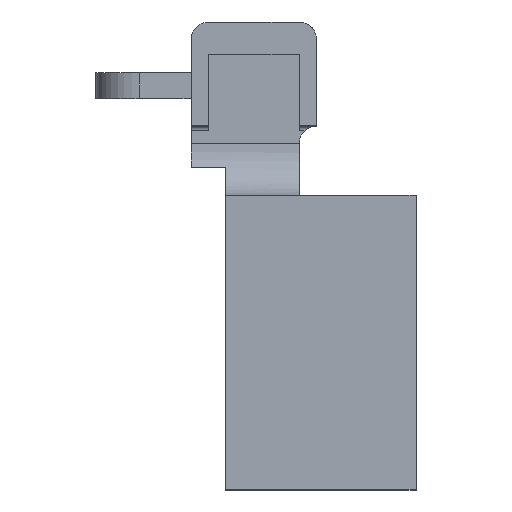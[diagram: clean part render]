
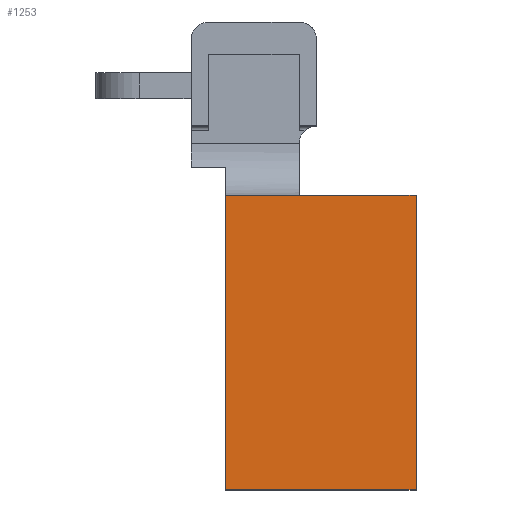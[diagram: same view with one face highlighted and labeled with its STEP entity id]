
A CAD part, top view. The second image highlights one B-rep face of the part: STEP entity #1253.
In plain terms, the highlighted planar face has unit normal (0, 0, 1).
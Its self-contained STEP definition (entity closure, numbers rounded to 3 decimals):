
#81=PLANE('',#1383);
#145=FACE_OUTER_BOUND('',#224,.T.);
#224=EDGE_LOOP('',(#1125,#1126,#1127,#1128));
#288=LINE('',#1903,#417);
#312=LINE('',#1976,#441);
#346=LINE('',#2074,#475);
#354=LINE('',#2089,#483);
#417=VECTOR('',#1523,10.);
#441=VECTOR('',#1595,10.);
#475=VECTOR('',#1677,10.);
#483=VECTOR('',#1693,10.);
#587=VERTEX_POINT('',#1900);
#588=VERTEX_POINT('',#1902);
#613=VERTEX_POINT('',#1975);
#639=VERTEX_POINT('',#2073);
#720=EDGE_CURVE('',#587,#588,#288,.T.);
#757=EDGE_CURVE('',#613,#588,#312,.T.);
#800=EDGE_CURVE('',#639,#613,#346,.T.);
#808=EDGE_CURVE('',#639,#587,#354,.T.);
#1125=ORIENTED_EDGE('',*,*,#808,.F.);
#1126=ORIENTED_EDGE('',*,*,#800,.T.);
#1127=ORIENTED_EDGE('',*,*,#757,.T.);
#1128=ORIENTED_EDGE('',*,*,#720,.F.);
#1253=ADVANCED_FACE('',(#145),#81,.T.);
#1383=AXIS2_PLACEMENT_3D('',#2104,#1709,#1710);
#1523=DIRECTION('',(0.,1.,0.));
#1595=DIRECTION('',(-1.,0.,0.));
#1677=DIRECTION('',(0.,1.,0.));
#1693=DIRECTION('',(-1.,0.,0.));
#1709=DIRECTION('center_axis',(0.,0.,1.));
#1710=DIRECTION('ref_axis',(1.,0.,0.));
#1900=CARTESIAN_POINT('',(-2.,-15.,14.95));
#1902=CARTESIAN_POINT('',(-2.,19.,14.95));
#1903=CARTESIAN_POINT('',(-2.,19.,14.95));
#1975=CARTESIAN_POINT('',(20.,19.,14.95));
#1976=CARTESIAN_POINT('',(20.,19.,14.95));
#2073=CARTESIAN_POINT('',(20.,-15.,14.95));
#2074=CARTESIAN_POINT('',(20.,-15.,14.95));
#2089=CARTESIAN_POINT('',(0.,-15.,14.95));
#2104=CARTESIAN_POINT('Origin',(10.,2.,14.95));
